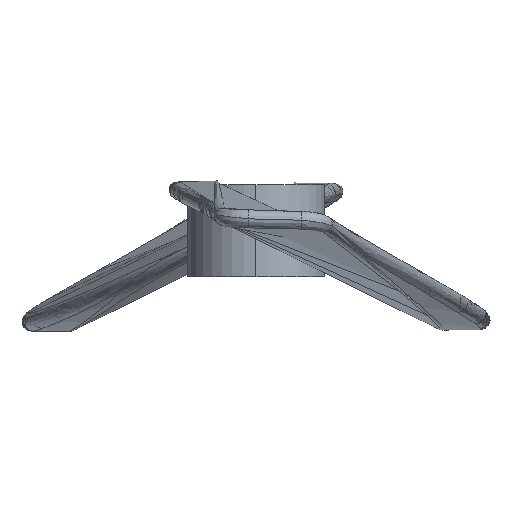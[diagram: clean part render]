
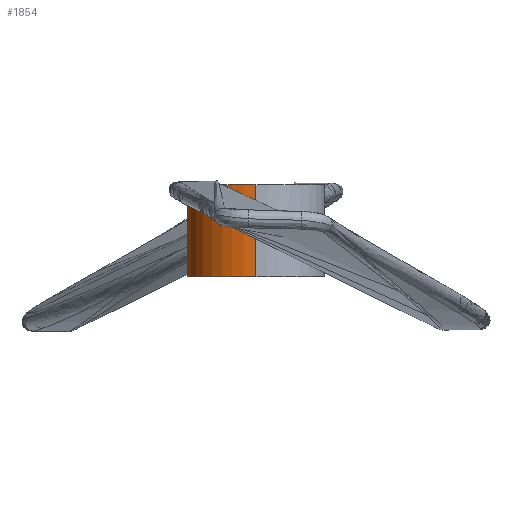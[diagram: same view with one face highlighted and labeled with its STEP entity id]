
A CAD part, top view. The second image highlights one B-rep face of the part: STEP entity #1854.
In plain terms, the highlighted cylindrical face has radius 9.525 mm (diameter 19.05 mm), a partial arc.
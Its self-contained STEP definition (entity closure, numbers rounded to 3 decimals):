
#16 = CARTESIAN_POINT ( 'NONE',  ( -1.809, 6.716, -9.352 ) ) ;
#44 = CARTESIAN_POINT ( 'NONE',  ( -3.633, 6.722, -8.807 ) ) ;
#50 = CARTESIAN_POINT ( 'NONE',  ( -1.263, 6.203, -9.441 ) ) ;
#115 = CARTESIAN_POINT ( 'NONE',  ( -3.942, 6.063, -8.671 ) ) ;
#134 = CARTESIAN_POINT ( 'NONE',  ( -3.937, 6.63, -8.673 ) ) ;
#297 = CARTESIAN_POINT ( 'NONE',  ( 0., 0., 9.525 ) ) ;
#317 = CARTESIAN_POINT ( 'NONE',  ( -3.251, 6.842, -8.956 ) ) ;
#353 = VERTEX_POINT ( 'NONE', #3222 ) ;
#360 = DIRECTION ( 'NONE',  ( 0., 0., 1. ) ) ;
#396 = CARTESIAN_POINT ( 'NONE',  ( -3.96, 6.518, -8.663 ) ) ;
#459 = DIRECTION ( 'NONE',  ( 0., -1., 0. ) ) ;
#469 = CARTESIAN_POINT ( 'NONE',  ( 0., 12.7, -9.525 ) ) ;
#547 = VERTEX_POINT ( 'NONE', #616 ) ;
#560 = CARTESIAN_POINT ( 'NONE',  ( -1.194, 5.701, -9.45 ) ) ;
#616 = CARTESIAN_POINT ( 'NONE',  ( 0., 0., -9.525 ) ) ;
#624 = CARTESIAN_POINT ( 'NONE',  ( -2.28, 5.305, -9.248 ) ) ;
#678 = CARTESIAN_POINT ( 'NONE',  ( -3.146, 5.219, -8.993 ) ) ;
#710 = CYLINDRICAL_SURFACE ( 'NONE', #3055, 9.525 ) ;
#712 = ORIENTED_EDGE ( 'NONE', *, *, #2704, .T. ) ;
#735 = CARTESIAN_POINT ( 'NONE',  ( -3.875, 5.848, -8.701 ) ) ;
#748 = EDGE_LOOP ( 'NONE', ( #1450, #1667, #974, #3914 ) ) ;
#755 = DIRECTION ( 'NONE',  ( 0., 0., 1. ) ) ;
#844 = LINE ( 'NONE', #469, #886 ) ;
#886 = VECTOR ( 'NONE', #2654, 1000. ) ;
#917 = CARTESIAN_POINT ( 'NONE',  ( -1.928, 6.764, -9.329 ) ) ;
#950 = AXIS2_PLACEMENT_3D ( 'NONE', #3681, #3402, #360 ) ;
#954 = EDGE_CURVE ( 'NONE', #547, #2766, #1644, .T. ) ;
#973 = CARTESIAN_POINT ( 'NONE',  ( -2.285, 6.87, -9.25 ) ) ;
#974 = ORIENTED_EDGE ( 'NONE', *, *, #1899, .T. ) ;
#984 = B_SPLINE_CURVE_WITH_KNOTS ( 'NONE', 3,
 ( #2690, #3925, #1186, #560 ),
 .UNSPECIFIED., .F., .F.,
 ( 4, 4 ),
 ( 0.008, 0.009 ),
 .UNSPECIFIED. ) ;
#1059 = CARTESIAN_POINT ( 'NONE',  ( 0., 12.7, 0. ) ) ;
#1143 = AXIS2_PLACEMENT_3D ( 'NONE', #1059, #3458, #755 ) ;
#1186 = CARTESIAN_POINT ( 'NONE',  ( -1.558, 5.567, -9.404 ) ) ;
#1213 = CARTESIAN_POINT ( 'NONE',  ( -3.48, 6.77, -8.867 ) ) ;
#1268 = VERTEX_POINT ( 'NONE', #3717 ) ;
#1273 = CARTESIAN_POINT ( 'NONE',  ( -3.016, 6.878, -9.038 ) ) ;
#1301 = CARTESIAN_POINT ( 'NONE',  ( -2.28, 5.305, -9.248 ) ) ;
#1303 = CARTESIAN_POINT ( 'NONE',  ( 0., 12.7, -9.525 ) ) ;
#1341 = CARTESIAN_POINT ( 'NONE',  ( -3.621, 5.483, -8.81 ) ) ;
#1413 = EDGE_CURVE ( 'NONE', #1517, #3433, #3446, .T. ) ;
#1418 = EDGE_CURVE ( 'NONE', #3830, #353, #3439, .T. ) ;
#1431 = VERTEX_POINT ( 'NONE', #3113 ) ;
#1450 = ORIENTED_EDGE ( 'NONE', *, *, #3936, .F. ) ;
#1517 = VERTEX_POINT ( 'NONE', #1896 ) ;
#1571 = CARTESIAN_POINT ( 'NONE',  ( -1.327, 6.317, -9.433 ) ) ;
#1583 = CARTESIAN_POINT ( 'NONE',  ( -3.785, 6.675, -8.742 ) ) ;
#1598 = CARTESIAN_POINT ( 'NONE',  ( -3.961, 6.176, -8.662 ) ) ;
#1627 = DIRECTION ( 'NONE',  ( 0., -1., 0. ) ) ;
#1644 = CIRCLE ( 'NONE', #950, 9.525 ) ;
#1665 = FACE_OUTER_BOUND ( 'NONE', #748, .T. ) ;
#1667 = ORIENTED_EDGE ( 'NONE', *, *, #1418, .F. ) ;
#1673 = CARTESIAN_POINT ( 'NONE',  ( -3.825, 5.745, -8.724 ) ) ;
#1688 = EDGE_LOOP ( 'NONE', ( #3267, #3292, #1929, #712 ) ) ;
#1809 = CARTESIAN_POINT ( 'NONE',  ( -1.19, 5.958, -9.45 ) ) ;
#1854 = ADVANCED_FACE ( 'NONE', ( #1665, #3451 ), #710, .T. ) ;
#1896 = CARTESIAN_POINT ( 'NONE',  ( -3.937, 6.63, -8.673 ) ) ;
#1899 = EDGE_CURVE ( 'NONE', #3830, #547, #844, .T. ) ;
#1929 = ORIENTED_EDGE ( 'NONE', *, *, #3048, .T. ) ;
#2132 = CARTESIAN_POINT ( 'NONE',  ( -2.534, 6.893, -9.185 ) ) ;
#2201 = B_SPLINE_CURVE_WITH_KNOTS ( 'NONE', 3,
 ( #3710, #2445, #1809, #50, #1571, #3691, #3654, #16, #917, #973, #2132, #1273, #317, #2748 ),
 .UNSPECIFIED., .F., .F.,
 ( 4, 2, 2, 2, 2, 2, 4 ),
 ( 0., 0., 0.001, 0.001, 0.002, 0.002, 0.003 ),
 .UNSPECIFIED. ) ;
#2269 = CARTESIAN_POINT ( 'NONE',  ( -3.36, 5.289, -8.915 ) ) ;
#2445 = CARTESIAN_POINT ( 'NONE',  ( -1.18, 5.829, -9.452 ) ) ;
#2508 = CARTESIAN_POINT ( 'NONE',  ( -3.699, 5.564, -8.778 ) ) ;
#2540 = DIRECTION ( 'NONE',  ( 0., 0., -1. ) ) ;
#2654 = DIRECTION ( 'NONE',  ( 0., -1., 0. ) ) ;
#2690 = CARTESIAN_POINT ( 'NONE',  ( -2.28, 5.305, -9.248 ) ) ;
#2704 = EDGE_CURVE ( 'NONE', #1431, #1268, #2201, .T. ) ;
#2748 = CARTESIAN_POINT ( 'NONE',  ( -3.48, 6.77, -8.867 ) ) ;
#2766 = VERTEX_POINT ( 'NONE', #297 ) ;
#2852 = EDGE_CURVE ( 'NONE', #1268, #1517, #2916, .T. ) ;
#2916 = B_SPLINE_CURVE_WITH_KNOTS ( 'NONE', 3,
 ( #1213, #44, #1583, #3761 ),
 .UNSPECIFIED., .F., .F.,
 ( 4, 4 ),
 ( 0.01, 0.01 ),
 .UNSPECIFIED. ) ;
#3048 = EDGE_CURVE ( 'NONE', #3433, #1431, #984, .T. ) ;
#3055 = AXIS2_PLACEMENT_3D ( 'NONE', #3146, #1627, #2540 ) ;
#3113 = CARTESIAN_POINT ( 'NONE',  ( -1.194, 5.701, -9.45 ) ) ;
#3146 = CARTESIAN_POINT ( 'NONE',  ( 0., 12.7, 0. ) ) ;
#3175 = CARTESIAN_POINT ( 'NONE',  ( -2.491, 5.229, -9.196 ) ) ;
#3198 = CARTESIAN_POINT ( 'NONE',  ( 0., 12.7, 9.525 ) ) ;
#3222 = CARTESIAN_POINT ( 'NONE',  ( 0., 12.7, 9.525 ) ) ;
#3235 = LINE ( 'NONE', #3198, #3629 ) ;
#3267 = ORIENTED_EDGE ( 'NONE', *, *, #2852, .T. ) ;
#3292 = ORIENTED_EDGE ( 'NONE', *, *, #1413, .T. ) ;
#3402 = DIRECTION ( 'NONE',  ( 0., 1., 0. ) ) ;
#3433 = VERTEX_POINT ( 'NONE', #624 ) ;
#3439 = CIRCLE ( 'NONE', #1143, 9.525 ) ;
#3446 = B_SPLINE_CURVE_WITH_KNOTS ( 'NONE', 3,
 ( #134, #396, #3796, #1598, #115, #735, #1673, #2508, #1341, #2269, #678, #3755, #3175, #1301 ),
 .UNSPECIFIED., .F., .F.,
 ( 4, 2, 2, 2, 2, 2, 4 ),
 ( 0., 0., 0.001, 0.001, 0.001, 0.002, 0.003 ),
 .UNSPECIFIED. ) ;
#3451 = FACE_BOUND ( 'NONE', #1688, .T. ) ;
#3458 = DIRECTION ( 'NONE',  ( 0., 1., 0. ) ) ;
#3629 = VECTOR ( 'NONE', #459, 1000. ) ;
#3654 = CARTESIAN_POINT ( 'NONE',  ( -1.593, 6.59, -9.392 ) ) ;
#3681 = CARTESIAN_POINT ( 'NONE',  ( 0., 0., 0. ) ) ;
#3691 = CARTESIAN_POINT ( 'NONE',  ( -1.491, 6.51, -9.408 ) ) ;
#3710 = CARTESIAN_POINT ( 'NONE',  ( -1.194, 5.701, -9.45 ) ) ;
#3717 = CARTESIAN_POINT ( 'NONE',  ( -3.48, 6.77, -8.867 ) ) ;
#3755 = CARTESIAN_POINT ( 'NONE',  ( -2.712, 5.191, -9.134 ) ) ;
#3761 = CARTESIAN_POINT ( 'NONE',  ( -3.937, 6.63, -8.673 ) ) ;
#3796 = CARTESIAN_POINT ( 'NONE',  ( -3.97, 6.405, -8.658 ) ) ;
#3830 = VERTEX_POINT ( 'NONE', #1303 ) ;
#3914 = ORIENTED_EDGE ( 'NONE', *, *, #954, .T. ) ;
#3925 = CARTESIAN_POINT ( 'NONE',  ( -1.92, 5.435, -9.337 ) ) ;
#3936 = EDGE_CURVE ( 'NONE', #353, #2766, #3235, .T. ) ;
